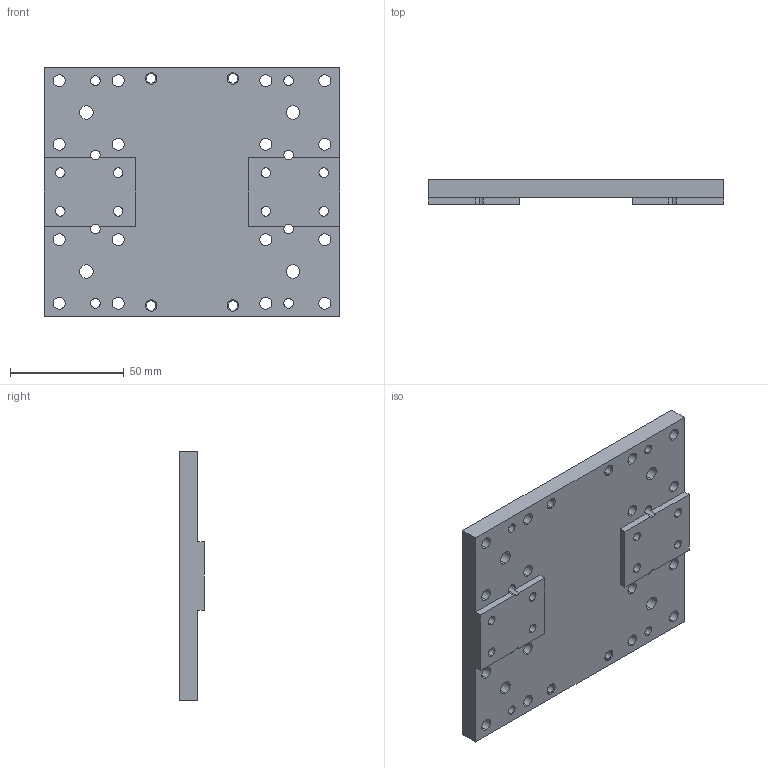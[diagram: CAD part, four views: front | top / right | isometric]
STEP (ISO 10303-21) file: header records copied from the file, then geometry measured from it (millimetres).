
FILE_DESCRIPTION (( 'STEP AP214' ), '1' );
FILE_NAME ('XW-USI-030-B-platine-chariot-X.STEP', '2020-12-28T10:55:57', ( '' ), ( '' ), 'SwSTEP 2.0', 'SolidWorks 2020', '' );
FILE_SCHEMA (( 'AUTOMOTIVE_DESIGN' ));
Length unit declared in the file: millimetre
Products named in the file (1): XW-USI-030-B-platine-chariot-X
Bounding box: 130 x 11 x 110 mm (x, y, z)
Volume: 113923.2 mm3; surface area: 36609.1 mm2
Topology: 1 solids, 1 shells, 154 faces, 412 edges, 256 vertices
Faces by surface type: cylinder 80, cone 56, plane 18
Entity records: 5310 total; most frequent: DIRECTION 946, ORIENTED_EDGE 824, CARTESIAN_POINT 823, EDGE_CURVE 412, AXIS2_PLACEMENT_3D 379, VERTEX_POINT 256, EDGE_LOOP 230, CIRCLE 224
